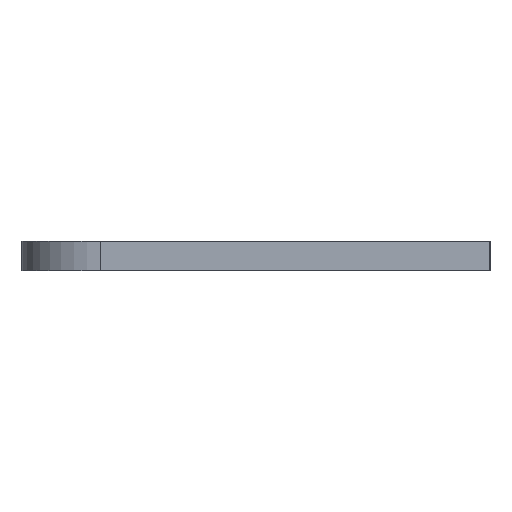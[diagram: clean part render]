
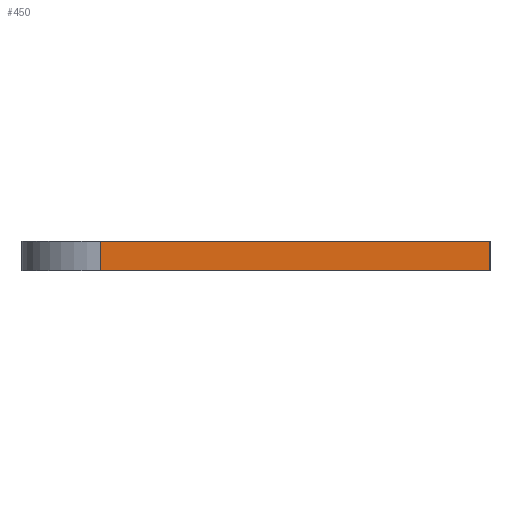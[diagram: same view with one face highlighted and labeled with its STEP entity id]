
A CAD part, left-side view. The second image highlights one B-rep face of the part: STEP entity #450.
In plain terms, the highlighted planar face has unit normal (-1, 0, 0).
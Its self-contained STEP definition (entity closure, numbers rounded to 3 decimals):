
#42 = CARTESIAN_POINT ( 'NONE',  ( -110.178, -10., 3.7 ) ) ;
#63 = LINE ( 'NONE', #42, #570 ) ;
#75 = ORIENTED_EDGE ( 'NONE', *, *, #382, .T. ) ;
#141 = EDGE_CURVE ( 'NONE', #926, #227, #63, .T. ) ;
#154 = EDGE_CURVE ( 'NONE', #1003, #366, #351, .T. ) ;
#168 = VECTOR ( 'NONE', #296, 1000. ) ;
#184 = FACE_OUTER_BOUND ( 'NONE', #1109, .T. ) ;
#199 = ORIENTED_EDGE ( 'NONE', *, *, #141, .T. ) ;
#227 = VERTEX_POINT ( 'NONE', #1004 ) ;
#296 = DIRECTION ( 'NONE',  ( 0., -1., 0. ) ) ;
#351 = LINE ( 'NONE', #1118, #1171 ) ;
#366 = VERTEX_POINT ( 'NONE', #946 ) ;
#372 = PLANE ( 'NONE',  #555 ) ;
#382 = EDGE_CURVE ( 'NONE', #227, #366, #938, .T. ) ;
#450 = ADVANCED_FACE ( 'NONE', ( #184 ), #372, .F. ) ;
#488 = DIRECTION ( 'NONE',  ( 0., 0., -1. ) ) ;
#508 = CARTESIAN_POINT ( 'NONE',  ( -110.178, 0., 3.7 ) ) ;
#555 = AXIS2_PLACEMENT_3D ( 'NONE', #754, #868, #488 ) ;
#566 = CARTESIAN_POINT ( 'NONE',  ( -110.178, 0., 0. ) ) ;
#570 = VECTOR ( 'NONE', #875, 1000. ) ;
#590 = LINE ( 'NONE', #508, #168 ) ;
#697 = CARTESIAN_POINT ( 'NONE',  ( -110.178, -10., 3.7 ) ) ;
#754 = CARTESIAN_POINT ( 'NONE',  ( -110.178, 0., 3.7 ) ) ;
#794 = ORIENTED_EDGE ( 'NONE', *, *, #1131, .F. ) ;
#835 = DIRECTION ( 'NONE',  ( 0., 0., -1. ) ) ;
#849 = VECTOR ( 'NONE', #1135, 1000. ) ;
#868 = DIRECTION ( 'NONE',  ( 1., 0., 0. ) ) ;
#875 = DIRECTION ( 'NONE',  ( 0., 0., -1. ) ) ;
#926 = VERTEX_POINT ( 'NONE', #697 ) ;
#938 = LINE ( 'NONE', #566, #849 ) ;
#946 = CARTESIAN_POINT ( 'NONE',  ( -110.178, -59.4, 0. ) ) ;
#1003 = VERTEX_POINT ( 'NONE', #1173 ) ;
#1004 = CARTESIAN_POINT ( 'NONE',  ( -110.178, -10., 0. ) ) ;
#1109 = EDGE_LOOP ( 'NONE', ( #794, #199, #75, #1205 ) ) ;
#1118 = CARTESIAN_POINT ( 'NONE',  ( -110.178, -59.4, 3.7 ) ) ;
#1131 = EDGE_CURVE ( 'NONE', #926, #1003, #590, .T. ) ;
#1135 = DIRECTION ( 'NONE',  ( 0., -1., 0. ) ) ;
#1171 = VECTOR ( 'NONE', #835, 1000. ) ;
#1173 = CARTESIAN_POINT ( 'NONE',  ( -110.178, -59.4, 3.7 ) ) ;
#1205 = ORIENTED_EDGE ( 'NONE', *, *, #154, .F. ) ;
